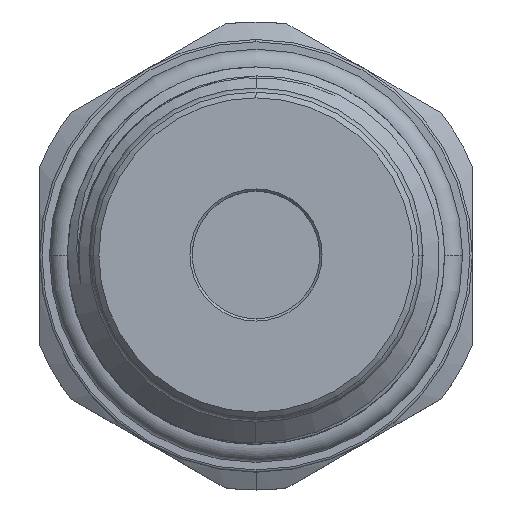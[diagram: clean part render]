
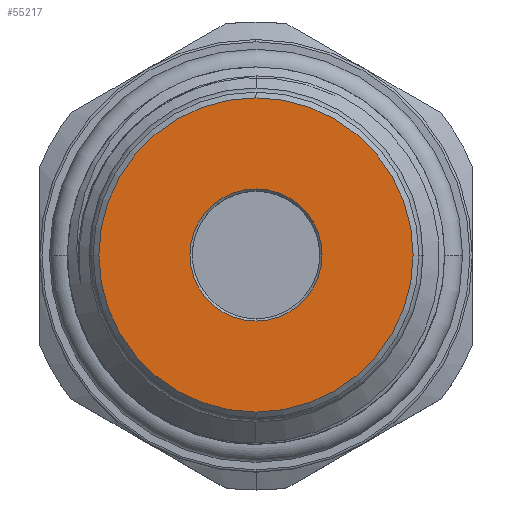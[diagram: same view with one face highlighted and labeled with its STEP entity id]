
A CAD part, top view. The second image highlights one B-rep face of the part: STEP entity #55217.
In plain terms, the highlighted planar face has unit normal (0, 0, 1).
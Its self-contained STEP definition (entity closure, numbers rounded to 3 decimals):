
#2772 = FACE_OUTER_BOUND ( 'NONE', #47089, .T. ) ;
#3119 = AXIS2_PLACEMENT_3D ( 'NONE', #31037, #3610, #34979 ) ;
#3610 = DIRECTION ( 'NONE',  ( 0., 0., 1. ) ) ;
#5185 = AXIS2_PLACEMENT_3D ( 'NONE', #56777, #47408, #51864 ) ;
#7829 = CARTESIAN_POINT ( 'NONE',  ( 0., 0., 5. ) ) ;
#8031 = VERTEX_POINT ( 'NONE', #27683 ) ;
#11952 = EDGE_CURVE ( 'NONE', #55777, #8031, #21328, .T. ) ;
#12352 = DIRECTION ( 'NONE',  ( 0., 1., 0. ) ) ;
#14045 = EDGE_CURVE ( 'NONE', #8031, #55777, #22637, .T. ) ;
#14827 = ORIENTED_EDGE ( 'NONE', *, *, #14045, .T. ) ;
#17531 = CARTESIAN_POINT ( 'NONE',  ( 0., 0., 5. ) ) ;
#18648 = CIRCLE ( 'NONE', #25835, 13.8 ) ;
#20186 = ORIENTED_EDGE ( 'NONE', *, *, #28131, .T. ) ;
#20261 = AXIS2_PLACEMENT_3D ( 'NONE', #7829, #48599, #12352 ) ;
#21328 = CIRCLE ( 'NONE', #30281, 5.8 ) ;
#22637 = CIRCLE ( 'NONE', #20261, 5.8 ) ;
#24760 = DIRECTION ( 'NONE',  ( 0., 1., 0. ) ) ;
#25835 = AXIS2_PLACEMENT_3D ( 'NONE', #51623, #48320, #24760 ) ;
#26338 = ORIENTED_EDGE ( 'NONE', *, *, #30765, .T. ) ;
#27683 = CARTESIAN_POINT ( 'NONE',  ( 0., -5.8, 5. ) ) ;
#28131 = EDGE_CURVE ( 'NONE', #53620, #55668, #40505, .T. ) ;
#30281 = AXIS2_PLACEMENT_3D ( 'NONE', #17531, #48702, #44605 ) ;
#30765 = EDGE_CURVE ( 'NONE', #55668, #53620, #18648, .T. ) ;
#31037 = CARTESIAN_POINT ( 'NONE',  ( 0., 0., 5. ) ) ;
#34979 = DIRECTION ( 'NONE',  ( 0., 1., 0. ) ) ;
#38493 = FACE_BOUND ( 'NONE', #44313, .T. ) ;
#40505 = CIRCLE ( 'NONE', #5185, 13.8 ) ;
#43846 = ORIENTED_EDGE ( 'NONE', *, *, #11952, .T. ) ;
#44313 = EDGE_LOOP ( 'NONE', ( #43846, #14827 ) ) ;
#44484 = CARTESIAN_POINT ( 'NONE',  ( 0., 5.8, 5. ) ) ;
#44605 = DIRECTION ( 'NONE',  ( 0., 1., 0. ) ) ;
#45660 = CARTESIAN_POINT ( 'NONE',  ( 0., -13.8, 5. ) ) ;
#47089 = EDGE_LOOP ( 'NONE', ( #20186, #26338 ) ) ;
#47408 = DIRECTION ( 'NONE',  ( 0., 0., 1. ) ) ;
#48320 = DIRECTION ( 'NONE',  ( 0., 0., 1. ) ) ;
#48599 = DIRECTION ( 'NONE',  ( 0., 0., -1. ) ) ;
#48702 = DIRECTION ( 'NONE',  ( 0., 0., -1. ) ) ;
#51623 = CARTESIAN_POINT ( 'NONE',  ( 0., 0., 5. ) ) ;
#51864 = DIRECTION ( 'NONE',  ( 0., 1., 0. ) ) ;
#53620 = VERTEX_POINT ( 'NONE', #45660 ) ;
#55217 = ADVANCED_FACE ( 'NONE', ( #38493, #2772 ), #57308, .T. ) ;
#55668 = VERTEX_POINT ( 'NONE', #57205 ) ;
#55777 = VERTEX_POINT ( 'NONE', #44484 ) ;
#56777 = CARTESIAN_POINT ( 'NONE',  ( 0., 0., 5. ) ) ;
#57205 = CARTESIAN_POINT ( 'NONE',  ( 0., 13.8, 5. ) ) ;
#57308 = PLANE ( 'NONE',  #3119 ) ;
